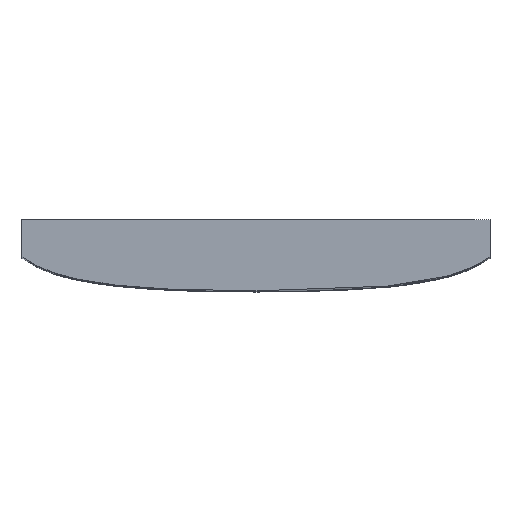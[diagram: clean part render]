
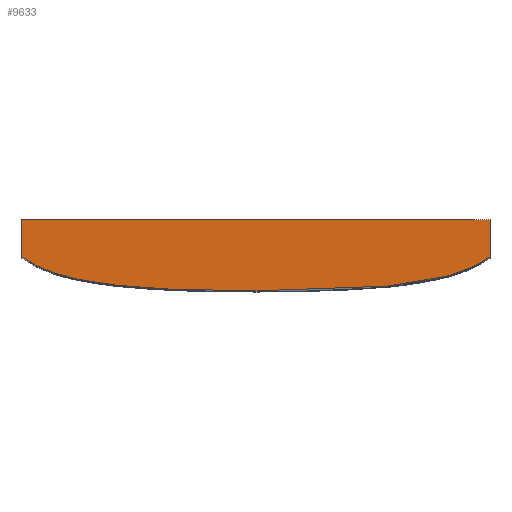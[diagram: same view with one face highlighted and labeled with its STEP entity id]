
A CAD part, top view. The second image highlights one B-rep face of the part: STEP entity #9633.
In plain terms, the highlighted planar face has unit normal (0, 0, 1).
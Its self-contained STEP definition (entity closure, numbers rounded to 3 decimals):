
#283=(
BOUNDED_CURVE()
B_SPLINE_CURVE(2,(#11846,#11847,#11848),.UNSPECIFIED.,.F.,.F.)
B_SPLINE_CURVE_WITH_KNOTS((3,3),(-9.494,-5.315),
 .UNSPECIFIED.)
CURVE()
GEOMETRIC_REPRESENTATION_ITEM()
RATIONAL_B_SPLINE_CURVE((1.,1.587,1.657))
REPRESENTATION_ITEM('')
);
#284=(
BOUNDED_CURVE()
B_SPLINE_CURVE(2,(#17652,#17653,#17654),.UNSPECIFIED.,.F.,.F.)
B_SPLINE_CURVE_WITH_KNOTS((3,3),(-4.18,0.),.UNSPECIFIED.)
CURVE()
GEOMETRIC_REPRESENTATION_ITEM()
RATIONAL_B_SPLINE_CURVE((1.657,1.587,1.))
REPRESENTATION_ITEM('')
);
#756=FACE_OUTER_BOUND('',#1375,.T.);
#1375=EDGE_LOOP('',(#8768,#8769,#8770,#8771,#8772));
#2297=LINE('',#13077,#2828);
#2299=LINE('',#13081,#2830);
#2665=LINE('',#17643,#3196);
#2828=VECTOR('',#10125,10.);
#2830=VECTOR('',#10129,10.);
#3196=VECTOR('',#11229,10.);
#3351=VERTEX_POINT('',#11843);
#3352=VERTEX_POINT('',#11845);
#3552=VERTEX_POINT('',#13075);
#3553=VERTEX_POINT('',#13079);
#4151=VERTEX_POINT('',#17641);
#4330=EDGE_CURVE('',#3352,#3351,#283,.T.);
#4532=EDGE_CURVE('',#3351,#3552,#2297,.T.);
#4534=EDGE_CURVE('',#3552,#3553,#2299,.T.);
#5533=EDGE_CURVE('',#3553,#4151,#2665,.T.);
#5535=EDGE_CURVE('',#4151,#3352,#284,.T.);
#8768=ORIENTED_EDGE('',*,*,#4534,.T.);
#8769=ORIENTED_EDGE('',*,*,#5533,.T.);
#8770=ORIENTED_EDGE('',*,*,#5535,.T.);
#8771=ORIENTED_EDGE('',*,*,#4330,.T.);
#8772=ORIENTED_EDGE('',*,*,#4532,.T.);
#9163=PLANE('',#10105);
#9633=ADVANCED_FACE('',(#756),#9163,.T.);
#10105=AXIS2_PLACEMENT_3D('',#19650,#11577,#11578);
#10125=DIRECTION('',(0.,1.,0.));
#10129=DIRECTION('',(-1.,0.,0.));
#11229=DIRECTION('',(0.,-1.,0.));
#11577=DIRECTION('center_axis',(0.,0.,1.));
#11578=DIRECTION('ref_axis',(1.,0.,0.));
#11843=CARTESIAN_POINT('',(44.6,-48.568,137.));
#11845=CARTESIAN_POINT('',(0.,-55.,137.));
#11846=CARTESIAN_POINT('Ctrl Pts',(0.,-55.,137.));
#11847=CARTESIAN_POINT('Ctrl Pts',(35.6,-55.,137.));
#11848=CARTESIAN_POINT('Ctrl Pts',(44.6,-48.568,137.));
#13075=CARTESIAN_POINT('',(44.6,-41.5,137.));
#13077=CARTESIAN_POINT('',(44.6,-41.5,137.));
#13079=CARTESIAN_POINT('',(-44.6,-41.5,137.));
#13081=CARTESIAN_POINT('',(-44.6,-41.5,137.));
#17641=CARTESIAN_POINT('',(-44.6,-48.568,137.));
#17643=CARTESIAN_POINT('',(-44.6,-41.5,137.));
#17652=CARTESIAN_POINT('Ctrl Pts',(-44.6,-48.568,137.));
#17653=CARTESIAN_POINT('Ctrl Pts',(-35.6,-55.,137.));
#17654=CARTESIAN_POINT('Ctrl Pts',(0.,-55.,137.));
#19650=CARTESIAN_POINT('Origin',(0.,-48.25,137.));
